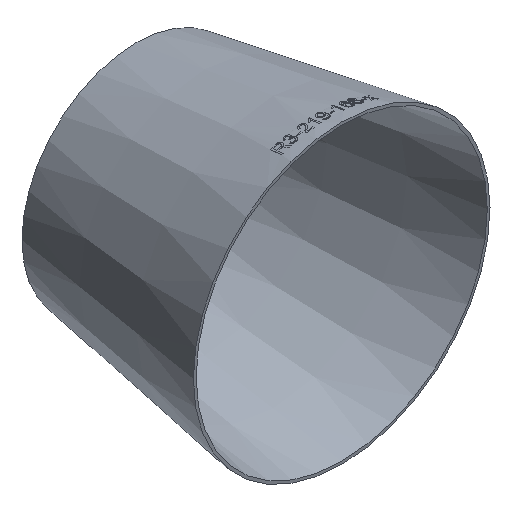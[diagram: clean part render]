
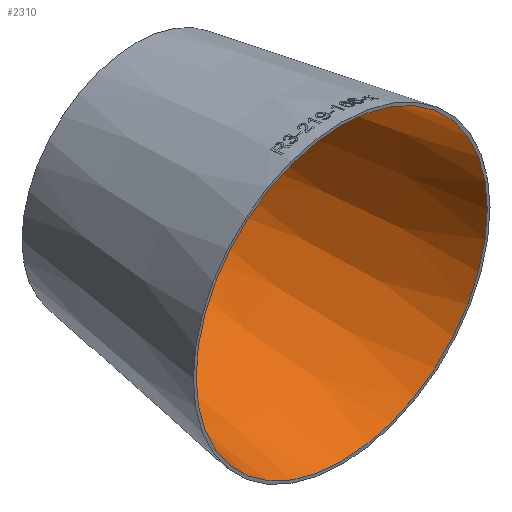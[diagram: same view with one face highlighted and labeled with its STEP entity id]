
A CAD part, isometric view. The second image highlights one B-rep face of the part: STEP entity #2310.
In plain terms, the highlighted conical face has half-angle 9.487 degrees and reference radius 107.522 mm.
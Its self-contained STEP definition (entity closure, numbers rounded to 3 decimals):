
#440 = ORIENTED_EDGE ( 'NONE', *, *, #21811, .F. ) ;
#2310 = ADVANCED_FACE ( 'NONE', ( #8069, #22280 ), #25952, .F. ) ;
#3129 = DIRECTION ( 'NONE',  ( 0., -1., 0. ) ) ;
#3479 = EDGE_CURVE ( 'NONE', #5609, #5609, #25121, .T. ) ;
#3520 = DIRECTION ( 'NONE',  ( 0., 0., -1. ) ) ;
#3845 = CIRCLE ( 'NONE', #26103, 82.122 ) ;
#5609 = VERTEX_POINT ( 'NONE', #22232 ) ;
#8069 = FACE_BOUND ( 'NONE', #21085, .T. ) ;
#9764 = CARTESIAN_POINT ( 'NONE',  ( 0., 152., -82.122 ) ) ;
#9944 = DIRECTION ( 'NONE',  ( 0., -1., 0. ) ) ;
#10988 = AXIS2_PLACEMENT_3D ( 'NONE', #21743, #3129, #15444 ) ;
#14330 = CARTESIAN_POINT ( 'NONE',  ( 0., 152., 0. ) ) ;
#14457 = DIRECTION ( 'NONE',  ( 0., 0., -1. ) ) ;
#15444 = DIRECTION ( 'NONE',  ( 0., 0., -1. ) ) ;
#16626 = EDGE_LOOP ( 'NONE', ( #25524 ) ) ;
#19593 = AXIS2_PLACEMENT_3D ( 'NONE', #22015, #9944, #3520 ) ;
#21085 = EDGE_LOOP ( 'NONE', ( #440 ) ) ;
#21743 = CARTESIAN_POINT ( 'NONE',  ( 0., 0., 0. ) ) ;
#21811 = EDGE_CURVE ( 'NONE', #26375, #26375, #3845, .T. ) ;
#22015 = CARTESIAN_POINT ( 'NONE',  ( 0., 0., 0. ) ) ;
#22232 = CARTESIAN_POINT ( 'NONE',  ( 0., 0., -107.522 ) ) ;
#22280 = FACE_OUTER_BOUND ( 'NONE', #16626, .T. ) ;
#24624 = DIRECTION ( 'NONE',  ( 0., -1., 0. ) ) ;
#25121 = CIRCLE ( 'NONE', #10988, 107.522 ) ;
#25524 = ORIENTED_EDGE ( 'NONE', *, *, #3479, .T. ) ;
#25952 = CONICAL_SURFACE ( 'NONE', #19593, 107.522, 0.166 ) ;
#26103 = AXIS2_PLACEMENT_3D ( 'NONE', #14330, #24624, #14457 ) ;
#26375 = VERTEX_POINT ( 'NONE', #9764 ) ;
